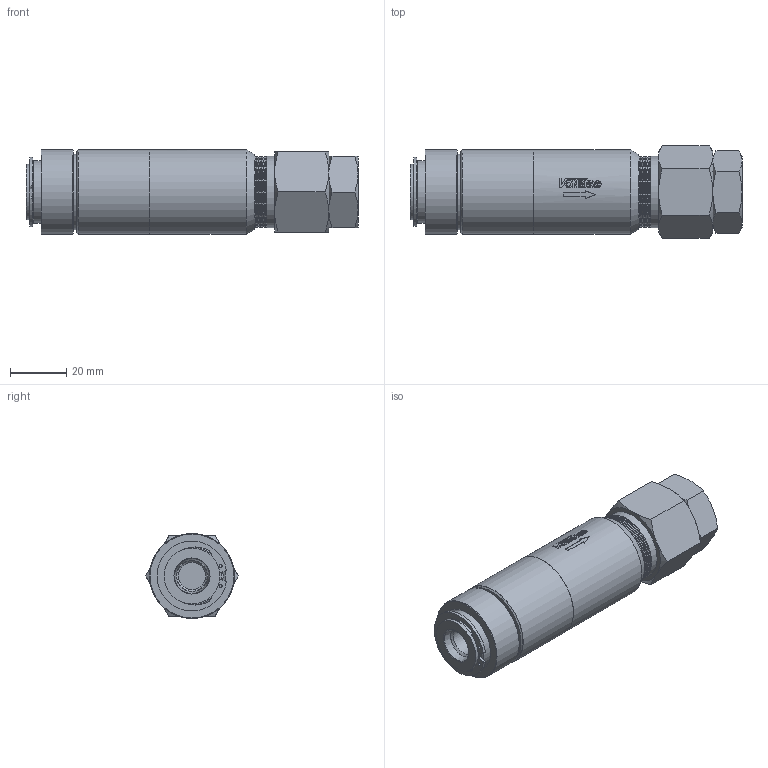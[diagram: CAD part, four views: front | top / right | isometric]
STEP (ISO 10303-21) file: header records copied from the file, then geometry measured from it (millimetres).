
FILE_DESCRIPTION((''),'2;1');
FILE_NAME('32004.stp','2015-02-05T10:26:52',('jml'),(''),'Autodesk Inventor 2010','Autodesk Inventor 2010','');
FILE_SCHEMA(('AUTOMOTIVE_DESIGN { 1 0 10303 214 1 1 1 1 }'));
Length unit declared in the file: inch
Products named in the file (11): 32004 (LevelofDetail1); 221283; 320165; 320160; 320161; 910 O-RING; 918078; 019 O-RING; 019 BACKUP; 020 O-RING; 020 BACKUP
Assembly tree (10 placements, depth 2):
  32004 (LevelofDetail1)
    221283
    320165
    320160
    320161
    910 O-RING
    918078
    019 O-RING
    019 BACKUP
    020 O-RING
    020 BACKUP
Bounding box: 118.36 x 33 x 30.24 mm (x, y, z)
Volume: 67119.1 mm3; surface area: 37923.5 mm2
Topology: 10 solids, 10 shells, 298 faces, 682 edges, 431 vertices
Faces by surface type: plane 103, cylinder 79, cone 64, bspline 45, torus 7
Full cylindrical faces by diameter (mm): 1.067 x2, 3.581 x12, 13.259 x1, 13.894 x2, 14.91 x2, 15.824 x2, 17.399 x2, 18.694 x1, 19.685 x1, 19.812 x1, 19.837 x1, 20.549 x1, 21.26 x1, 21.565 x1, 22.047 x1, 22.225 x2, 22.784 x1, 22.86 x1, 23.749 x2, 23.8 x1, 24.232 x1, 25.349 x8, 25.4 x1, 27 x1, 30.175 x2, 30.328 x1
Entity records: 14227 total; most frequent: CARTESIAN_POINT 7930, DIRECTION 1130, ORIENTED_EDGE 1094, EDGE_CURVE 547, AXIS2_PLACEMENT_3D 487, EDGE_LOOP 480, VERTEX_POINT 407, FACE_OUTER_BOUND 298
